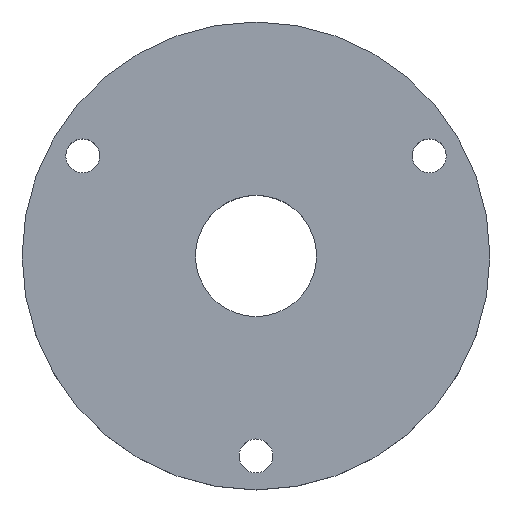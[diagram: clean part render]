
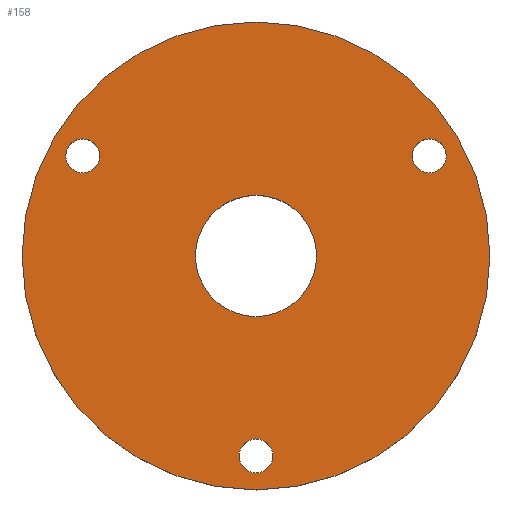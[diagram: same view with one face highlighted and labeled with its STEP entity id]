
A CAD part, top view. The second image highlights one B-rep face of the part: STEP entity #158.
In plain terms, the highlighted planar face has unit normal (0, 0, 1).
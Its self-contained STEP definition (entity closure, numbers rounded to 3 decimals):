
#20=FACE_BOUND('',#50,.T.);
#21=FACE_BOUND('',#51,.T.);
#22=FACE_BOUND('',#52,.T.);
#23=FACE_BOUND('',#53,.T.);
#26=PLANE('',#199);
#35=FACE_OUTER_BOUND('',#49,.T.);
#49=EDGE_LOOP('',(#139));
#50=EDGE_LOOP('',(#140));
#51=EDGE_LOOP('',(#141));
#52=EDGE_LOOP('',(#142));
#53=EDGE_LOOP('',(#143));
#66=CIRCLE('',#180,1.4);
#68=CIRCLE('',#183,1.4);
#70=CIRCLE('',#186,1.4);
#73=CIRCLE('',#190,19.3);
#77=CIRCLE('',#198,5.);
#78=VERTEX_POINT('',#252);
#80=VERTEX_POINT('',#258);
#82=VERTEX_POINT('',#264);
#85=VERTEX_POINT('',#272);
#89=VERTEX_POINT('',#286);
#90=EDGE_CURVE('',#78,#78,#66,.T.);
#93=EDGE_CURVE('',#80,#80,#68,.T.);
#96=EDGE_CURVE('',#82,#82,#70,.T.);
#101=EDGE_CURVE('',#85,#85,#73,.T.);
#107=EDGE_CURVE('',#89,#89,#77,.T.);
#139=ORIENTED_EDGE('',*,*,#101,.F.);
#140=ORIENTED_EDGE('',*,*,#90,.T.);
#141=ORIENTED_EDGE('',*,*,#93,.T.);
#142=ORIENTED_EDGE('',*,*,#96,.T.);
#143=ORIENTED_EDGE('',*,*,#107,.T.);
#158=ADVANCED_FACE('',(#35,#20,#21,#22,#23),#26,.T.);
#180=AXIS2_PLACEMENT_3D('',#253,#204,#205);
#183=AXIS2_PLACEMENT_3D('',#259,#211,#212);
#186=AXIS2_PLACEMENT_3D('',#265,#218,#219);
#190=AXIS2_PLACEMENT_3D('',#274,#228,#229);
#198=AXIS2_PLACEMENT_3D('',#288,#246,#247);
#199=AXIS2_PLACEMENT_3D('',#289,#248,#249);
#204=DIRECTION('center_axis',(0.,0.,-1.));
#205=DIRECTION('ref_axis',(1.,0.,0.));
#211=DIRECTION('center_axis',(0.,0.,-1.));
#212=DIRECTION('ref_axis',(1.,0.,0.));
#218=DIRECTION('center_axis',(0.,0.,-1.));
#219=DIRECTION('ref_axis',(1.,0.,0.));
#228=DIRECTION('center_axis',(0.,0.,-1.));
#229=DIRECTION('ref_axis',(1.,0.,0.));
#246=DIRECTION('center_axis',(0.,0.,-1.));
#247=DIRECTION('ref_axis',(1.,0.,0.));
#248=DIRECTION('center_axis',(0.,0.,1.));
#249=DIRECTION('ref_axis',(1.,0.,0.));
#252=CARTESIAN_POINT('',(32.189,8.25,5.));
#253=CARTESIAN_POINT('Origin',(33.589,8.25,5.));
#258=CARTESIAN_POINT('',(17.9,-16.5,5.));
#259=CARTESIAN_POINT('Origin',(19.3,-16.5,5.));
#264=CARTESIAN_POINT('',(3.611,8.25,5.));
#265=CARTESIAN_POINT('Origin',(5.011,8.25,5.));
#272=CARTESIAN_POINT('',(38.6,0.,5.));
#274=CARTESIAN_POINT('Origin',(19.3,0.,5.));
#286=CARTESIAN_POINT('',(24.3,0.,5.));
#288=CARTESIAN_POINT('Origin',(19.3,0.,5.));
#289=CARTESIAN_POINT('Origin',(0.,0.,5.));
